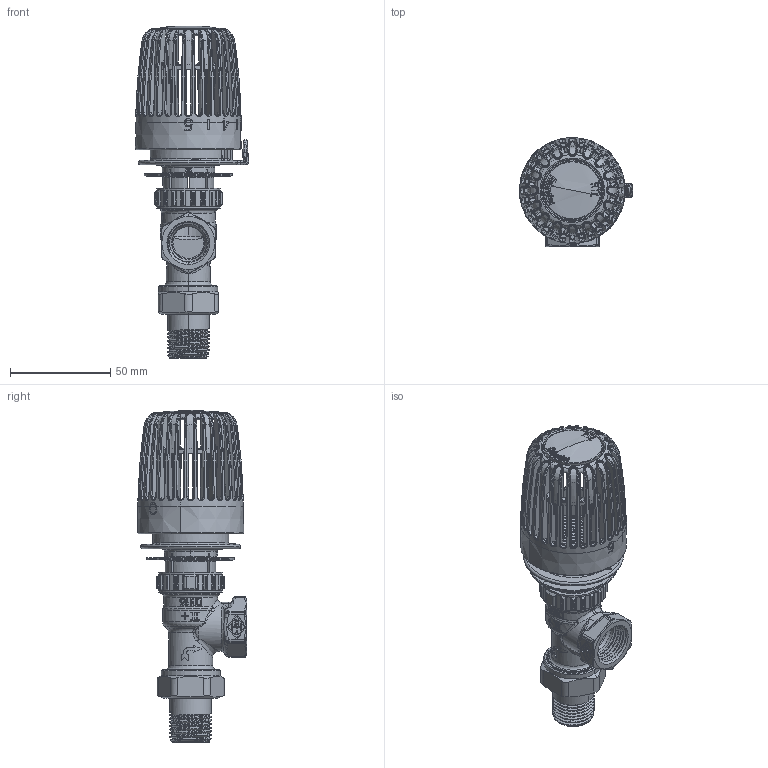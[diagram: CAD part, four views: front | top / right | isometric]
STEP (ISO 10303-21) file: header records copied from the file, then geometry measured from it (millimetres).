
FILE_DESCRIPTION((''),'2;1');
FILE_NAME('9173-02-800','2016-06-07T',('marann'),(''),'PRO/ENGINEER BY PARAMETRIC TECHNOLOGY CORPORATION, 2011490','PRO/ENGINEER BY PARAMETRIC TECHNOLOGY CORPORATION, 2011490','');
FILE_SCHEMA(('CONFIG_CONTROL_DESIGN'));
Length unit declared in the file: millimetre
Products named in the file (1): 9173-02-800
Bounding box: 56.62 x 54.6 x 165.88 mm (x, y, z)
Volume: 63624.9 mm3; surface area: 67461.2 mm2
Topology: 12 solids, 12 shells, 3900 faces, 10823 edges, 6899 vertices
Faces by surface type: plane 1556, cylinder 915, bspline 628, torus 391, cone 357, sphere 53
Entity records: 179819 total; most frequent: CARTESIAN_POINT 87804, ORIENTED_EDGE 21614, DIRECTION 16404, EDGE_CURVE 10807, VERTEX_POINT 6899, AXIS2_PLACEMENT_3D 6284, EDGE_LOOP 3988, B_SPLINE_CURVE_WITH_KNOTS 3959
